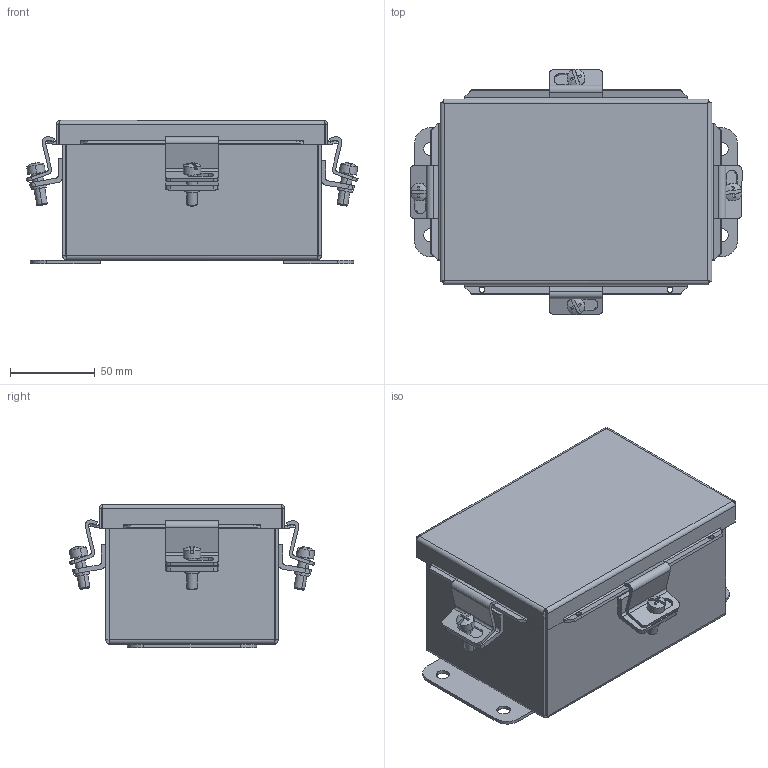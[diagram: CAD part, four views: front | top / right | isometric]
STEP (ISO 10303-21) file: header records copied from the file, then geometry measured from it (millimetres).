
FILE_DESCRIPTION (( 'STEP AP214' ), '1' );
FILE_NAME ('BN4060403.STEP', '2016-02-02T18:58:09', ( '' ), ( '' ), 'SwSTEP 2.0', 'SolidWorks 2014', '' );
FILE_SCHEMA (( 'AUTOMOTIVE_DESIGN' ));
Length unit declared in the file: inch
Products named in the file (10): BN40604LID_1; 316160_1; C1001_1; 372135_1; C2002_1; 3499_1; BN4060403; 3481_1; BN4060403BKP_1; 38811_1
Assembly tree (23 placements, depth 2):
  BN4060403
    3499_1  x4
    C2002_1  x4
    372135_1  x4
    C1001_1  x4
    316160_1  x2
    BN40604LID_1
    38811_1
    BN4060403BKP_1
    3481_1  x2
Bounding box: 195.69 x 144.9 x 84.44 mm (x, y, z)
Volume: 217054.4 mm3; surface area: 223590.9 mm2
Topology: 23 solids, 23 shells, 537 faces, 1324 edges, 834 vertices
Faces by surface type: plane 295, cylinder 172, torus 28, bspline 24, cone 10, sphere 8
Entity records: 12418 total; most frequent: CARTESIAN_POINT 3055, ORIENTED_EDGE 1340, DIRECTION 1332, EDGE_CURVE 670, VECTOR 480, LINE 480, AXIS2_PLACEMENT_3D 426, VERTEX_POINT 413
